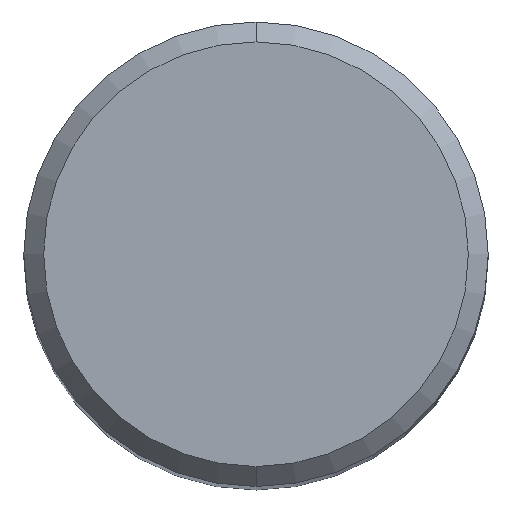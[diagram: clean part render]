
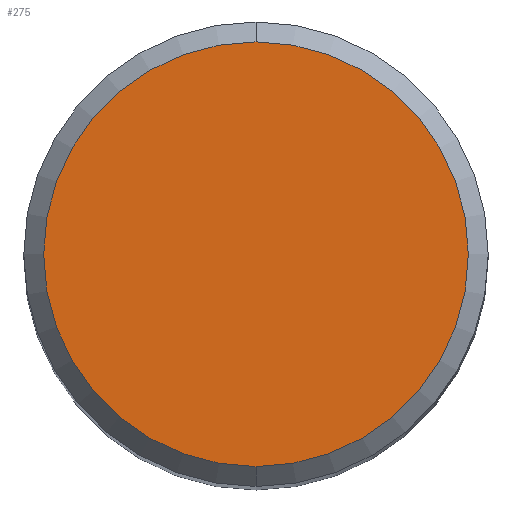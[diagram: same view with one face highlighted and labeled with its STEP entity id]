
A CAD part, top view. The second image highlights one B-rep face of the part: STEP entity #275.
In plain terms, the highlighted planar face has unit normal (0, 0, 1).
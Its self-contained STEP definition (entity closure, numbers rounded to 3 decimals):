
#275=ADVANCED_FACE('',(#593),#594,.T.);
#299=VERTEX_POINT('',#621);
#405=VERTEX_POINT('',#735);
#409=EDGE_CURVE('',#405,#299,#739,.T.);
#429=EDGE_CURVE('',#299,#405,#763,.T.);
#593=FACE_OUTER_BOUND('',#1014,.T.);
#594=PLANE('',#1015);
#621=CARTESIAN_POINT('',(0.0,6.4,0.0));
#735=CARTESIAN_POINT('',(0.,-6.4,0.0));
#739=CIRCLE('',#1332,6.4);
#763=CIRCLE('',#1387,6.4);
#1014=EDGE_LOOP('',(#1644,#1645));
#1015=AXIS2_PLACEMENT_3D('',#1646,#1647,#1648);
#1332=AXIS2_PLACEMENT_3D('',#1793,#1794,#1795);
#1387=AXIS2_PLACEMENT_3D('',#1832,#1833,#1834);
#1644=ORIENTED_EDGE('',*,*,#429,.F.);
#1645=ORIENTED_EDGE('',*,*,#409,.F.);
#1646=CARTESIAN_POINT('',(0.0,3.2,0.0));
#1647=DIRECTION('',(-0.0,0.0,1.0));
#1648=DIRECTION('',(0.0,-1.0,0.0));
#1793=CARTESIAN_POINT('',(0.0,0.0,0.0));
#1794=DIRECTION('',(0.0,0.0,-1.0));
#1795=DIRECTION('',(0.0,1.0,0.0));
#1832=CARTESIAN_POINT('',(0.0,0.0,0.0));
#1833=DIRECTION('',(0.0,0.0,-1.0));
#1834=DIRECTION('',(0.0,1.0,0.0));
